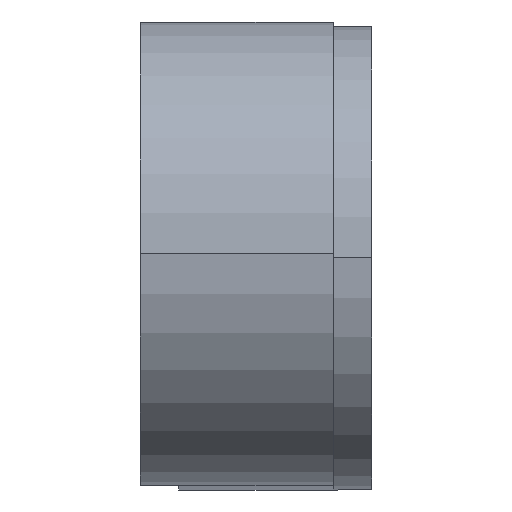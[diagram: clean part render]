
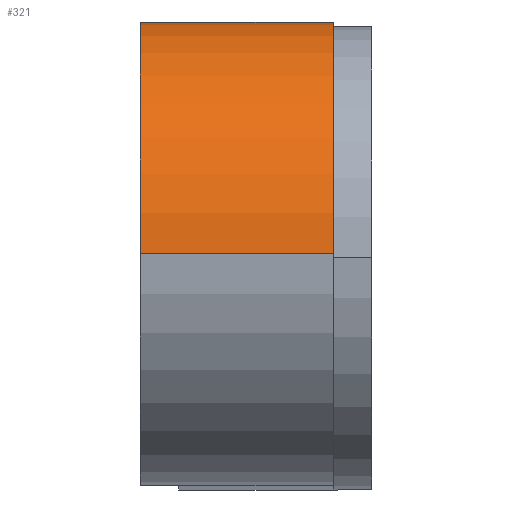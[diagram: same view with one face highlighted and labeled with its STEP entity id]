
A CAD part, top view. The second image highlights one B-rep face of the part: STEP entity #321.
In plain terms, the highlighted cylindrical face has radius 30 mm (diameter 60 mm), a partial arc.
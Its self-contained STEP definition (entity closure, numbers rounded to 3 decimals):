
#4 = DIRECTION ( 'NONE',  ( 0., 0., -1. ) ) ;
#11 = ORIENTED_EDGE ( 'NONE', *, *, #91, .F. ) ;
#31 = ORIENTED_EDGE ( 'NONE', *, *, #276, .T. ) ;
#45 = DIRECTION ( 'NONE',  ( -1., 0., 0. ) ) ;
#47 = DIRECTION ( 'NONE',  ( -1., 0., 0. ) ) ;
#54 = CARTESIAN_POINT ( 'NONE',  ( 20., 30., 0. ) ) ;
#61 = DIRECTION ( 'NONE',  ( -1., 0., 0. ) ) ;
#66 = AXIS2_PLACEMENT_3D ( 'NONE', #164, #47, #135 ) ;
#77 = CARTESIAN_POINT ( 'NONE',  ( 20., 0., 30. ) ) ;
#79 = CIRCLE ( 'NONE', #66, 30. ) ;
#91 = EDGE_CURVE ( 'NONE', #226, #271, #242, .T. ) ;
#95 = DIRECTION ( 'NONE',  ( -1., 0., 0. ) ) ;
#105 = DIRECTION ( 'NONE',  ( -1., 0., 0. ) ) ;
#108 = VECTOR ( 'NONE', #61, 1000. ) ;
#109 = DIRECTION ( 'NONE',  ( 0., 0., 1. ) ) ;
#110 = CARTESIAN_POINT ( 'NONE',  ( -5., 0., -30. ) ) ;
#111 = VERTEX_POINT ( 'NONE', #126 ) ;
#117 = ORIENTED_EDGE ( 'NONE', *, *, #257, .T. ) ;
#120 = EDGE_CURVE ( 'NONE', #271, #250, #299, .T. ) ;
#126 = CARTESIAN_POINT ( 'NONE',  ( 20., 30., 0. ) ) ;
#135 = DIRECTION ( 'NONE',  ( 0., 0., 1. ) ) ;
#139 = LINE ( 'NONE', #162, #108 ) ;
#141 = VERTEX_POINT ( 'NONE', #207 ) ;
#144 = AXIS2_PLACEMENT_3D ( 'NONE', #195, #318, #4 ) ;
#145 = ORIENTED_EDGE ( 'NONE', *, *, #120, .F. ) ;
#146 = VECTOR ( 'NONE', #45, 1000. ) ;
#160 = CARTESIAN_POINT ( 'NONE',  ( 20., 0., 0. ) ) ;
#162 = CARTESIAN_POINT ( 'NONE',  ( 20., 0., -30. ) ) ;
#164 = CARTESIAN_POINT ( 'NONE',  ( 0., 0., 0. ) ) ;
#165 = ORIENTED_EDGE ( 'NONE', *, *, #258, .T. ) ;
#170 = EDGE_LOOP ( 'NONE', ( #117, #31, #145, #11, #194, #165 ) ) ;
#188 = FACE_OUTER_BOUND ( 'NONE', #170, .T. ) ;
#192 = CARTESIAN_POINT ( 'NONE',  ( -5., 0., 30. ) ) ;
#194 = ORIENTED_EDGE ( 'NONE', *, *, #317, .F. ) ;
#195 = CARTESIAN_POINT ( 'NONE',  ( 20., 0., 0. ) ) ;
#207 = CARTESIAN_POINT ( 'NONE',  ( 0., 30., 0. ) ) ;
#216 = CARTESIAN_POINT ( 'NONE',  ( 0., 0., -30. ) ) ;
#221 = DIRECTION ( 'NONE',  ( -1., 0., 0. ) ) ;
#226 = VERTEX_POINT ( 'NONE', #77 ) ;
#236 = CARTESIAN_POINT ( 'NONE',  ( 20., 0., 30. ) ) ;
#242 = LINE ( 'NONE', #236, #146 ) ;
#250 = VERTEX_POINT ( 'NONE', #110 ) ;
#257 = EDGE_CURVE ( 'NONE', #141, #333, #79, .T. ) ;
#258 = EDGE_CURVE ( 'NONE', #111, #141, #328, .T. ) ;
#260 = DIRECTION ( 'NONE',  ( 0., 0., 1. ) ) ;
#271 = VERTEX_POINT ( 'NONE', #192 ) ;
#276 = EDGE_CURVE ( 'NONE', #333, #250, #139, .T. ) ;
#299 = CIRCLE ( 'NONE', #342, 30. ) ;
#307 = VECTOR ( 'NONE', #221, 1000. ) ;
#317 = EDGE_CURVE ( 'NONE', #111, #226, #324, .T. ) ;
#318 = DIRECTION ( 'NONE',  ( 1., 0., 0. ) ) ;
#321 = ADVANCED_FACE ( 'NONE', ( #188 ), #327, .T. ) ;
#324 = CIRCLE ( 'NONE', #144, 30. ) ;
#327 = CYLINDRICAL_SURFACE ( 'NONE', #337, 30. ) ;
#328 = LINE ( 'NONE', #54, #307 ) ;
#333 = VERTEX_POINT ( 'NONE', #216 ) ;
#337 = AXIS2_PLACEMENT_3D ( 'NONE', #160, #105, #109 ) ;
#341 = CARTESIAN_POINT ( 'NONE',  ( -5., 0., 0. ) ) ;
#342 = AXIS2_PLACEMENT_3D ( 'NONE', #341, #95, #260 ) ;
